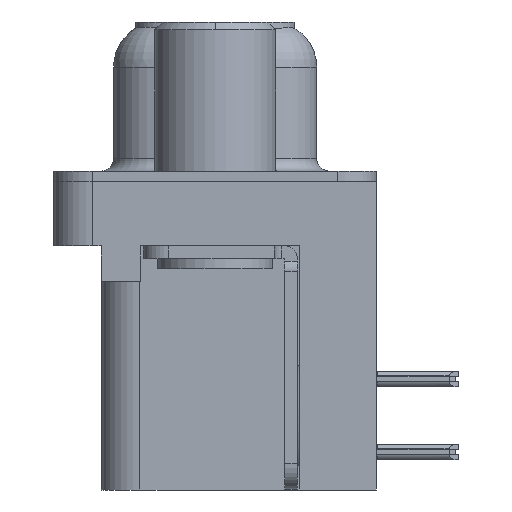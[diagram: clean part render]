
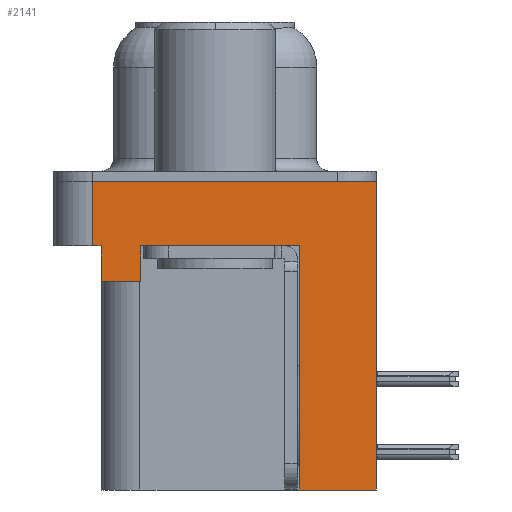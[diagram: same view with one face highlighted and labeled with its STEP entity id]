
A CAD part, left-side view. The second image highlights one B-rep face of the part: STEP entity #2141.
In plain terms, the highlighted planar face has unit normal (-1, 0, 0).
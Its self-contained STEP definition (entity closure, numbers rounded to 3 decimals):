
#85 = LINE ( 'NONE', #27648, #30377 ) ;
#839 = ORIENTED_EDGE ( 'NONE', *, *, #9103, .F. ) ;
#1261 = DIRECTION ( 'NONE',  ( 0., 0., 1. ) ) ;
#1297 = CARTESIAN_POINT ( 'NONE',  ( -3., 2.895, -2.5 ) ) ;
#1764 = CARTESIAN_POINT ( 'NONE',  ( -3., -3.295, -12. ) ) ;
#2141 = ADVANCED_FACE ( 'NONE', ( #11274 ), #14347, .T. ) ;
#2452 = CARTESIAN_POINT ( 'NONE',  ( -3., -6.275, -12. ) ) ;
#2895 = LINE ( 'NONE', #11907, #9624 ) ;
#3683 = VERTEX_POINT ( 'NONE', #29577 ) ;
#4179 = LINE ( 'NONE', #17611, #19282 ) ;
#4261 = DIRECTION ( 'NONE',  ( 0., 0., 1. ) ) ;
#4296 = CARTESIAN_POINT ( 'NONE',  ( -3., -3.295, -12. ) ) ;
#4832 = EDGE_CURVE ( 'NONE', #21170, #7347, #2895, .T. ) ;
#5253 = LINE ( 'NONE', #15261, #26776 ) ;
#6099 = LINE ( 'NONE', #11375, #15240 ) ;
#6232 = LINE ( 'NONE', #1764, #24981 ) ;
#6263 = VECTOR ( 'NONE', #16717, 1000. ) ;
#6404 = VERTEX_POINT ( 'NONE', #14402 ) ;
#7347 = VERTEX_POINT ( 'NONE', #30405 ) ;
#8101 = EDGE_CURVE ( 'NONE', #28198, #17798, #85, .T. ) ;
#8521 = DIRECTION ( 'NONE',  ( 0., -1., 0. ) ) ;
#9103 = EDGE_CURVE ( 'NONE', #3683, #6404, #25896, .T. ) ;
#9624 = VECTOR ( 'NONE', #14663, 1000. ) ;
#11157 = ORIENTED_EDGE ( 'NONE', *, *, #25284, .F. ) ;
#11274 = FACE_OUTER_BOUND ( 'NONE', #21545, .T. ) ;
#11375 = CARTESIAN_POINT ( 'NONE',  ( -3., -6.275, 0. ) ) ;
#11689 = EDGE_CURVE ( 'NONE', #21229, #17347, #21788, .T. ) ;
#11777 = EDGE_CURVE ( 'NONE', #28198, #20597, #15803, .T. ) ;
#11907 = CARTESIAN_POINT ( 'NONE',  ( -3., -6.275, -2.5 ) ) ;
#11924 = ORIENTED_EDGE ( 'NONE', *, *, #4832, .T. ) ;
#12356 = EDGE_CURVE ( 'NONE', #25200, #7347, #6232, .T. ) ;
#14347 = PLANE ( 'NONE',  #26354 ) ;
#14402 = CARTESIAN_POINT ( 'NONE',  ( -3., 4.425, -3.9 ) ) ;
#14663 = DIRECTION ( 'NONE',  ( 0., -1., 0. ) ) ;
#15073 = ORIENTED_EDGE ( 'NONE', *, *, #15384, .F. ) ;
#15208 = ORIENTED_EDGE ( 'NONE', *, *, #12356, .F. ) ;
#15240 = VECTOR ( 'NONE', #8521, 1000. ) ;
#15261 = CARTESIAN_POINT ( 'NONE',  ( -3., 2.895, -3.9 ) ) ;
#15384 = EDGE_CURVE ( 'NONE', #21229, #25200, #16357, .T. ) ;
#15422 = VECTOR ( 'NONE', #1261, 1000. ) ;
#15803 = LINE ( 'NONE', #31135, #15422 ) ;
#16357 = LINE ( 'NONE', #4296, #26772 ) ;
#16717 = DIRECTION ( 'NONE',  ( 0., 0., 1. ) ) ;
#16766 = ORIENTED_EDGE ( 'NONE', *, *, #26260, .T. ) ;
#17347 = VERTEX_POINT ( 'NONE', #31207 ) ;
#17611 = CARTESIAN_POINT ( 'NONE',  ( -3., 4.425, -3.9 ) ) ;
#17798 = VERTEX_POINT ( 'NONE', #32731 ) ;
#18552 = ORIENTED_EDGE ( 'NONE', *, *, #11777, .F. ) ;
#19069 = VECTOR ( 'NONE', #32139, 1000. ) ;
#19282 = VECTOR ( 'NONE', #23123, 1000. ) ;
#19353 = CARTESIAN_POINT ( 'NONE',  ( -3., -3.295, -12. ) ) ;
#19493 = DIRECTION ( 'NONE',  ( 0., 0., 1. ) ) ;
#20395 = DIRECTION ( 'NONE',  ( 0., 0., 1. ) ) ;
#20597 = VERTEX_POINT ( 'NONE', #23677 ) ;
#21170 = VERTEX_POINT ( 'NONE', #1297 ) ;
#21229 = VERTEX_POINT ( 'NONE', #2452 ) ;
#21545 = EDGE_LOOP ( 'NONE', ( #11157, #18552, #29610, #28040, #839, #16766, #11924, #15208, #15073, #29977 ) ) ;
#21633 = EDGE_CURVE ( 'NONE', #6404, #17798, #4179, .T. ) ;
#21756 = CARTESIAN_POINT ( 'NONE',  ( -3., -6.275, -2.5 ) ) ;
#21788 = LINE ( 'NONE', #21756, #6263 ) ;
#22169 = CARTESIAN_POINT ( 'NONE',  ( -3., 4.425, -3.9 ) ) ;
#23123 = DIRECTION ( 'NONE',  ( 0., 0., 1. ) ) ;
#23677 = CARTESIAN_POINT ( 'NONE',  ( -3., 4.775, 0. ) ) ;
#24628 = CARTESIAN_POINT ( 'NONE',  ( -3., 4.775, -2.5 ) ) ;
#24981 = VECTOR ( 'NONE', #19493, 1000. ) ;
#25200 = VERTEX_POINT ( 'NONE', #19353 ) ;
#25284 = EDGE_CURVE ( 'NONE', #20597, #17347, #6099, .T. ) ;
#25896 = LINE ( 'NONE', #22169, #19069 ) ;
#26260 = EDGE_CURVE ( 'NONE', #3683, #21170, #5253, .T. ) ;
#26354 = AXIS2_PLACEMENT_3D ( 'NONE', #29593, #31912, #4261 ) ;
#26772 = VECTOR ( 'NONE', #29715, 1000. ) ;
#26776 = VECTOR ( 'NONE', #20395, 1000. ) ;
#27648 = CARTESIAN_POINT ( 'NONE',  ( -3., -6.275, -2.5 ) ) ;
#28040 = ORIENTED_EDGE ( 'NONE', *, *, #21633, .F. ) ;
#28198 = VERTEX_POINT ( 'NONE', #24628 ) ;
#28309 = DIRECTION ( 'NONE',  ( 0., -1., 0. ) ) ;
#29577 = CARTESIAN_POINT ( 'NONE',  ( -3., 2.895, -3.9 ) ) ;
#29593 = CARTESIAN_POINT ( 'NONE',  ( -3., -6.275, -2.5 ) ) ;
#29610 = ORIENTED_EDGE ( 'NONE', *, *, #8101, .T. ) ;
#29715 = DIRECTION ( 'NONE',  ( 0., 1., 0. ) ) ;
#29977 = ORIENTED_EDGE ( 'NONE', *, *, #11689, .T. ) ;
#30377 = VECTOR ( 'NONE', #28309, 1000. ) ;
#30405 = CARTESIAN_POINT ( 'NONE',  ( -3., -3.295, -2.5 ) ) ;
#31135 = CARTESIAN_POINT ( 'NONE',  ( -3., 4.775, -2.5 ) ) ;
#31207 = CARTESIAN_POINT ( 'NONE',  ( -3., -6.275, 0. ) ) ;
#31912 = DIRECTION ( 'NONE',  ( -1., 0., 0. ) ) ;
#32139 = DIRECTION ( 'NONE',  ( 0., 1., 0. ) ) ;
#32731 = CARTESIAN_POINT ( 'NONE',  ( -3., 4.425, -2.5 ) ) ;
